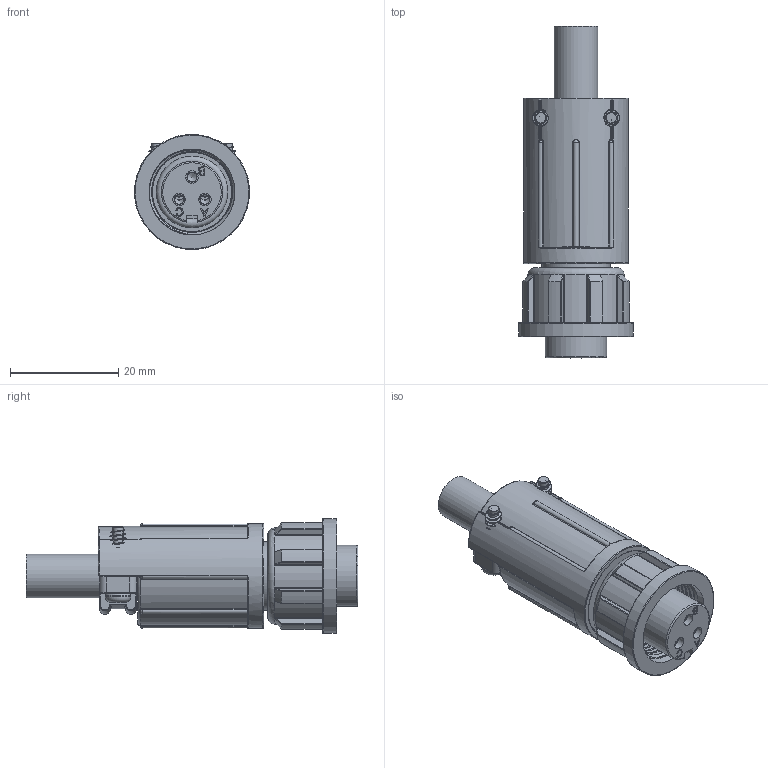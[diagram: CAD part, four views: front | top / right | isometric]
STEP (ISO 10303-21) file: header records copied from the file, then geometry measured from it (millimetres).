
FILE_DESCRIPTION(/* description */ (''),/* implementation_level */ '2;1');
FILE_NAME(/* name */ 'CK-C3X.stp',/* time_stamp */ '2020-05-01T10:44:52-04:00',/* author */ ('lcup'),/* organization */ (''),/* preprocessor_version */ 'ST-DEVELOPER v18',/* originating_system */ 'Autodesk Inventor 2020',/* authorisation */ '');
FILE_SCHEMA (('AUTOMOTIVE_DESIGN { 1 0 10303 214 3 1 1 }'));
Products named in the file (10): CK-C3X; CBP10553; CBP10021; CBP10021, CONNECTOR SHELL; CBP10021, O-RING; CBP10021_1; CBP10021 CONNECTOR SHELL STRAP; CBP10021, SCREW; CBP10021, CABLE STRAIN RELIEF; CBP10564
Assembly tree (14 placements, depth 3):
  CK-C3X
    CBP10553
    CBP10564  x3
    CBP10021
      CBP10021, CONNECTOR SHELL
      CBP10021, O-RING
      CBP10021_1
      CBP10021 CONNECTOR SHELL STRAP
      CBP10021, SCREW  x2
      CBP10021, CABLE STRAIN RELIEF
      CBP10564  x2
Bounding box: 21.2 x 61.21 x 21.2 mm (x, y, z)
Volume: 9269.6 mm3; surface area: 11535.1 mm2
Topology: 13 solids, 13 shells, 875 faces, 2197 edges, 1364 vertices
Faces by surface type: cylinder 234, bspline 203, plane 184, torus 161, sphere 60, cone 33
Full cylindrical faces by diameter (mm): 1.016 x5, 1.727 x10, 1.905 x30, 2.286 x3, 2.413 x2, 2.565 x5, 2.819 x5, 3.099 x2, 3.302 x8, 3.708 x3, 4.699 x2, 6.35 x1, 7.874 x1, 8.103 x1, 9.271 x1, 11.405 x1, 12.649 x4, 12.7 x2, 13.081 x1, 14.605 x1, 15.875 x1, 17.221 x1, 19.304 x1, 21.234 x1
Entity records: 40351 total; most frequent: CARTESIAN_POINT 23272, ORIENTED_EDGE 3604, DIRECTION 3341, EDGE_CURVE 1802, AXIS2_PLACEMENT_3D 1419, VERTEX_POINT 1099, CIRCLE 832, EDGE_LOOP 799
